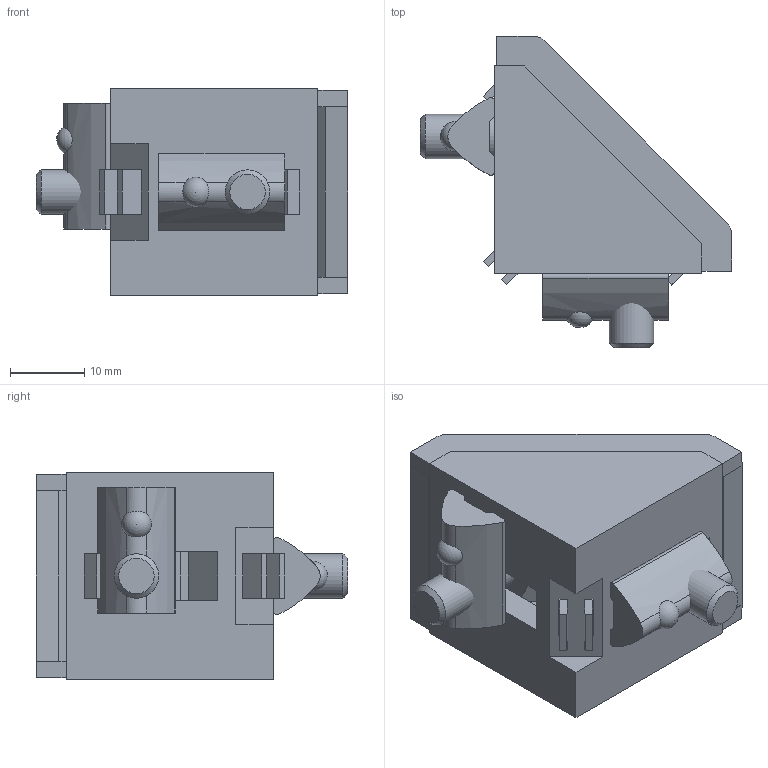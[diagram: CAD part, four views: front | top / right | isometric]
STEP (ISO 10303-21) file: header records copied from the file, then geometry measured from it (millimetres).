
FILE_DESCRIPTION( ( 'STEP AP214' ), '1' );
FILE_NAME( 'K1045.063030.stp', '2020-12-10T09:25:32', ( '' ), ( '' ), ' ', 'PARTsolutions', ' ' );
FILE_SCHEMA( ( 'AUTOMOTIVE_DESIGN { 1 0 10303 214 1 1 1 1 }' ) );
Length unit declared in the file: millimetre
Products named in the file (5): K1045.063030; _K1045_zubehoer1; _K1045_zubehoer4; _K1023.0606; _K1045_zubehoer7
Assembly tree (6 placements, depth 2):
  K1045.063030
    _K1045_zubehoer1
    _K1045_zubehoer4  x2
    _K1023.0606  x2
    _K1045_zubehoer7
Bounding box: 42 x 42 x 28 mm (x, y, z)
Volume: 13580.2 mm3; surface area: 10473.3 mm2
Topology: 6 solids, 6 shells, 176 faces, 468 edges, 306 vertices
Faces by surface type: plane 133, cylinder 29, cone 10, bspline 2, sphere 2
Full cylindrical faces by diameter (mm): 4.917 x2, 6 x2, 10.3 x2
Entity records: 5571 total; most frequent: CARTESIAN_POINT 930, ORIENTED_EDGE 720, DIRECTION 680, EDGE_CURVE 360, LINE 298, VECTOR 298, VERTEX_POINT 239, AXIS2_PLACEMENT_3D 191
